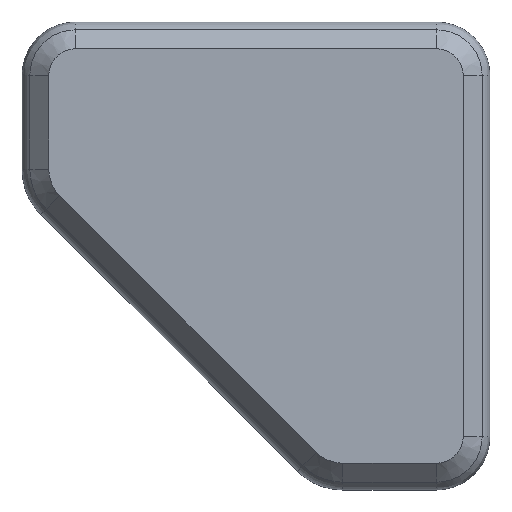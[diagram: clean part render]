
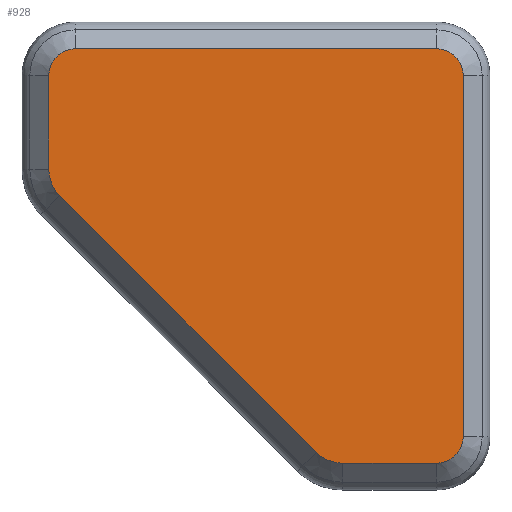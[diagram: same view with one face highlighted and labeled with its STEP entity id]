
A CAD part, front view. The second image highlights one B-rep face of the part: STEP entity #928.
In plain terms, the highlighted planar face has unit normal (0, -1, 0).
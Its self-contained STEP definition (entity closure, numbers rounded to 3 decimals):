
#70=CIRCLE('',#1021,2.);
#71=CIRCLE('',#1022,2.);
#72=CIRCLE('',#1023,2.);
#73=CIRCLE('',#1024,2.8);
#74=CIRCLE('',#1025,2.8);
#110=FACE_OUTER_BOUND('',#173,.T.);
#173=EDGE_LOOP('',(#661,#662,#663,#664,#665,#666,#667,#668,#669,#670));
#249=LINE('',#1504,#332);
#250=LINE('',#1508,#333);
#251=LINE('',#1512,#334);
#252=LINE('',#1516,#335);
#253=LINE('',#1519,#336);
#332=VECTOR('',#1180,10.);
#333=VECTOR('',#1183,10.);
#334=VECTOR('',#1186,10.);
#335=VECTOR('',#1189,10.);
#336=VECTOR('',#1192,10.);
#432=VERTEX_POINT('',#1500);
#433=VERTEX_POINT('',#1501);
#434=VERTEX_POINT('',#1503);
#435=VERTEX_POINT('',#1505);
#436=VERTEX_POINT('',#1507);
#437=VERTEX_POINT('',#1509);
#438=VERTEX_POINT('',#1511);
#439=VERTEX_POINT('',#1513);
#440=VERTEX_POINT('',#1515);
#441=VERTEX_POINT('',#1517);
#520=EDGE_CURVE('',#432,#433,#70,.T.);
#521=EDGE_CURVE('',#432,#434,#249,.T.);
#522=EDGE_CURVE('',#435,#434,#71,.T.);
#523=EDGE_CURVE('',#435,#436,#250,.T.);
#524=EDGE_CURVE('',#437,#436,#72,.T.);
#525=EDGE_CURVE('',#437,#438,#251,.T.);
#526=EDGE_CURVE('',#438,#439,#73,.T.);
#527=EDGE_CURVE('',#439,#440,#252,.T.);
#528=EDGE_CURVE('',#440,#441,#74,.T.);
#529=EDGE_CURVE('',#433,#441,#253,.T.);
#661=ORIENTED_EDGE('',*,*,#520,.F.);
#662=ORIENTED_EDGE('',*,*,#521,.T.);
#663=ORIENTED_EDGE('',*,*,#522,.F.);
#664=ORIENTED_EDGE('',*,*,#523,.T.);
#665=ORIENTED_EDGE('',*,*,#524,.F.);
#666=ORIENTED_EDGE('',*,*,#525,.T.);
#667=ORIENTED_EDGE('',*,*,#526,.T.);
#668=ORIENTED_EDGE('',*,*,#527,.T.);
#669=ORIENTED_EDGE('',*,*,#528,.T.);
#670=ORIENTED_EDGE('',*,*,#529,.F.);
#901=PLANE('',#1020);
#928=ADVANCED_FACE('',(#110),#901,.F.);
#1020=AXIS2_PLACEMENT_3D('',#1499,#1176,#1177);
#1021=AXIS2_PLACEMENT_3D('',#1502,#1178,#1179);
#1022=AXIS2_PLACEMENT_3D('',#1506,#1181,#1182);
#1023=AXIS2_PLACEMENT_3D('',#1510,#1184,#1185);
#1024=AXIS2_PLACEMENT_3D('',#1514,#1187,#1188);
#1025=AXIS2_PLACEMENT_3D('',#1518,#1190,#1191);
#1176=DIRECTION('center_axis',(0.,1.,0.));
#1177=DIRECTION('ref_axis',(1.,0.,0.));
#1178=DIRECTION('center_axis',(0.,1.,0.));
#1179=DIRECTION('ref_axis',(0.707,0.,-0.707));
#1180=DIRECTION('',(0.,0.,1.));
#1181=DIRECTION('center_axis',(0.,1.,0.));
#1182=DIRECTION('ref_axis',(0.707,0.,0.707));
#1183=DIRECTION('',(-1.,0.,0.));
#1184=DIRECTION('center_axis',(0.,1.,0.));
#1185=DIRECTION('ref_axis',(-0.707,0.,0.707));
#1186=DIRECTION('',(0.,0.,-1.));
#1187=DIRECTION('center_axis',(0.,-1.,0.));
#1188=DIRECTION('ref_axis',(-0.924,0.,-0.383));
#1189=DIRECTION('',(0.707,0.,-0.707));
#1190=DIRECTION('center_axis',(0.,-1.,0.));
#1191=DIRECTION('ref_axis',(-0.383,0.,-0.924));
#1192=DIRECTION('',(-1.,0.,0.));
#1499=CARTESIAN_POINT('Origin',(400.,-130.92,357.987));
#1500=CARTESIAN_POINT('',(443.,-130.92,344.487));
#1501=CARTESIAN_POINT('',(441.,-130.92,342.487));
#1502=CARTESIAN_POINT('Origin',(441.,-130.92,344.487));
#1503=CARTESIAN_POINT('',(443.,-130.92,371.487));
#1504=CARTESIAN_POINT('',(443.,-130.92,362.362));
#1505=CARTESIAN_POINT('',(441.,-130.92,373.487));
#1506=CARTESIAN_POINT('Origin',(441.,-130.92,371.487));
#1507=CARTESIAN_POINT('',(414.,-130.92,373.487));
#1508=CARTESIAN_POINT('',(402.5,-130.92,373.487));
#1509=CARTESIAN_POINT('',(412.,-130.92,371.487));
#1510=CARTESIAN_POINT('Origin',(414.,-130.92,371.487));
#1511=CARTESIAN_POINT('',(412.,-130.92,364.475));
#1512=CARTESIAN_POINT('',(412.,-130.92,359.112));
#1513=CARTESIAN_POINT('',(412.82,-130.92,362.495));
#1514=CARTESIAN_POINT('Origin',(414.8,-130.92,364.475));
#1515=CARTESIAN_POINT('',(432.008,-130.92,343.307));
#1516=CARTESIAN_POINT('',(414.852,-130.92,360.464));
#1517=CARTESIAN_POINT('',(433.988,-130.92,342.487));
#1518=CARTESIAN_POINT('Origin',(433.988,-130.92,345.287));
#1519=CARTESIAN_POINT('',(411.25,-130.92,342.487));
